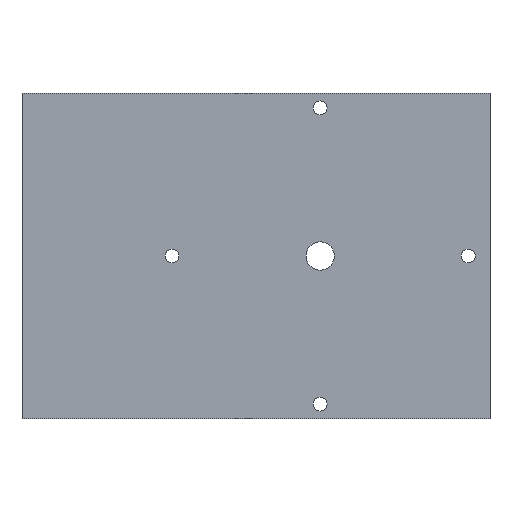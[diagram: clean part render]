
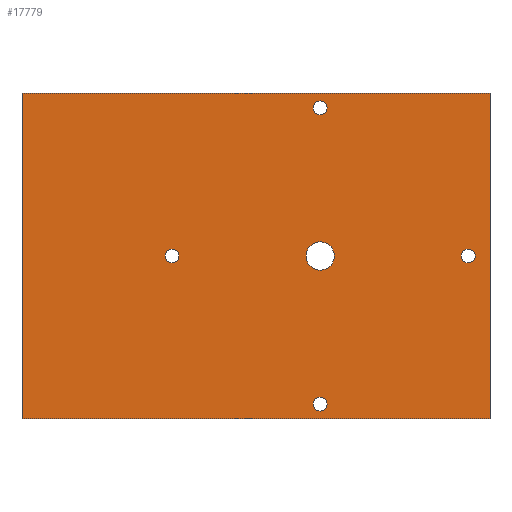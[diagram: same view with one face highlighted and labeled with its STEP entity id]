
A CAD part, front view. The second image highlights one B-rep face of the part: STEP entity #17779.
In plain terms, the highlighted planar face has unit normal (0, -1, 0).
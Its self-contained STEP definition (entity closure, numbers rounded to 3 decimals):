
#1267 = VECTOR ( 'NONE', #9931, 1000. ) ;
#1440 = CARTESIAN_POINT ( 'NONE',  ( 0., -1.6, 0. ) ) ;
#1839 = AXIS2_PLACEMENT_3D ( 'NONE', #24677, #2907, #28323 ) ;
#2881 = VERTEX_POINT ( 'NONE', #28976 ) ;
#2907 = DIRECTION ( 'NONE',  ( 0., 1., 0. ) ) ;
#2926 = CIRCLE ( 'NONE', #8120, 1.05 ) ;
#3171 = ORIENTED_EDGE ( 'NONE', *, *, #8174, .T. ) ;
#3832 = ORIENTED_EDGE ( 'NONE', *, *, #25941, .T. ) ;
#3837 = VERTEX_POINT ( 'NONE', #12663 ) ;
#4358 = DIRECTION ( 'NONE',  ( 0., 1., 0. ) ) ;
#4864 = ORIENTED_EDGE ( 'NONE', *, *, #8978, .T. ) ;
#5274 = FACE_BOUND ( 'NONE', #13491, .T. ) ;
#5426 = CIRCLE ( 'NONE', #45536, 2.15 ) ;
#5859 = ORIENTED_EDGE ( 'NONE', *, *, #13590, .T. ) ;
#6259 = CARTESIAN_POINT ( 'NONE',  ( 71.1, -1.6, 0. ) ) ;
#6276 = ORIENTED_EDGE ( 'NONE', *, *, #42467, .T. ) ;
#6397 = FACE_OUTER_BOUND ( 'NONE', #11775, .T. ) ;
#6696 = EDGE_CURVE ( 'NONE', #44037, #2881, #11191, .T. ) ;
#6873 = CIRCLE ( 'NONE', #27285, 2.15 ) ;
#7008 = VERTEX_POINT ( 'NONE', #13929 ) ;
#7022 = ORIENTED_EDGE ( 'NONE', *, *, #8053, .T. ) ;
#7361 = CARTESIAN_POINT ( 'NONE',  ( 71.1, -1.6, -49.5 ) ) ;
#8005 = ORIENTED_EDGE ( 'NONE', *, *, #32303, .T. ) ;
#8053 = EDGE_CURVE ( 'NONE', #45600, #42499, #10929, .T. ) ;
#8120 = AXIS2_PLACEMENT_3D ( 'NONE', #39932, #18259, #43571 ) ;
#8174 = EDGE_CURVE ( 'NONE', #18751, #23012, #6873, .T. ) ;
#8265 = CARTESIAN_POINT ( 'NONE',  ( 22.8, -1.6, -24.75 ) ) ;
#8406 = EDGE_LOOP ( 'NONE', ( #36296, #8005 ) ) ;
#8678 = VERTEX_POINT ( 'NONE', #27406 ) ;
#8741 = CARTESIAN_POINT ( 'NONE',  ( 67.8, -1.6, -24.75 ) ) ;
#8941 = AXIS2_PLACEMENT_3D ( 'NONE', #26110, #4358, #29742 ) ;
#8978 = EDGE_CURVE ( 'NONE', #3837, #45600, #33506, .T. ) ;
#9493 = EDGE_LOOP ( 'NONE', ( #3171, #40809 ) ) ;
#9771 = VERTEX_POINT ( 'NONE', #18778 ) ;
#9931 = DIRECTION ( 'NONE',  ( -1., 0., 0. ) ) ;
#10194 = DIRECTION ( 'NONE',  ( 0., -1., 0. ) ) ;
#10264 = AXIS2_PLACEMENT_3D ( 'NONE', #8265, #33677, #11883 ) ;
#10333 = VERTEX_POINT ( 'NONE', #37557 ) ;
#10929 = LINE ( 'NONE', #6259, #1267 ) ;
#11191 = CIRCLE ( 'NONE', #25056, 1.05 ) ;
#11488 = EDGE_CURVE ( 'NONE', #42499, #7008, #23451, .T. ) ;
#11775 = EDGE_LOOP ( 'NONE', ( #7022, #39119, #29686, #4864 ) ) ;
#11883 = DIRECTION ( 'NONE',  ( 0., 0., 1. ) ) ;
#12355 = DIRECTION ( 'NONE',  ( 0., 0., 1. ) ) ;
#12371 = AXIS2_PLACEMENT_3D ( 'NONE', #34889, #13150, #38551 ) ;
#12663 = CARTESIAN_POINT ( 'NONE',  ( 71.1, -1.6, -49.5 ) ) ;
#12710 = CARTESIAN_POINT ( 'NONE',  ( 22.8, -1.6, -25.8 ) ) ;
#13150 = DIRECTION ( 'NONE',  ( 0., 1., 0. ) ) ;
#13263 = CARTESIAN_POINT ( 'NONE',  ( 45.3, -1.6, -22.6 ) ) ;
#13491 = EDGE_LOOP ( 'NONE', ( #22732, #45120 ) ) ;
#13563 = VERTEX_POINT ( 'NONE', #15139 ) ;
#13590 = EDGE_CURVE ( 'NONE', #10333, #9771, #42859, .T. ) ;
#13929 = CARTESIAN_POINT ( 'NONE',  ( 0., -1.6, -49.5 ) ) ;
#14946 = FACE_BOUND ( 'NONE', #44724, .T. ) ;
#15139 = CARTESIAN_POINT ( 'NONE',  ( 45.3, -1.6, -46.2 ) ) ;
#15806 = AXIS2_PLACEMENT_3D ( 'NONE', #39078, #10194, #35597 ) ;
#16544 = EDGE_CURVE ( 'NONE', #23012, #18751, #5426, .T. ) ;
#17779 = ADVANCED_FACE ( 'NONE', ( #24599, #34226, #35378, #14946, #5274, #6397 ), #31957, .T. ) ;
#17868 = CARTESIAN_POINT ( 'NONE',  ( 45.3, -1.6, -24.75 ) ) ;
#18259 = DIRECTION ( 'NONE',  ( 0., 1., 0. ) ) ;
#18474 = CARTESIAN_POINT ( 'NONE',  ( 0., -1.6, 0. ) ) ;
#18751 = VERTEX_POINT ( 'NONE', #13263 ) ;
#18766 = DIRECTION ( 'NONE',  ( 0., 1., 0. ) ) ;
#18778 = CARTESIAN_POINT ( 'NONE',  ( 67.8, -1.6, -23.7 ) ) ;
#19414 = CARTESIAN_POINT ( 'NONE',  ( 45.3, -1.6, -24.75 ) ) ;
#19895 = DIRECTION ( 'NONE',  ( 0., 1., 0. ) ) ;
#20153 = ORIENTED_EDGE ( 'NONE', *, *, #28907, .T. ) ;
#20208 = EDGE_CURVE ( 'NONE', #3837, #7008, #22389, .T. ) ;
#20789 = VERTEX_POINT ( 'NONE', #12710 ) ;
#21338 = CARTESIAN_POINT ( 'NONE',  ( 71.1, -1.6, 0. ) ) ;
#21532 = DIRECTION ( 'NONE',  ( 0., 0., 1. ) ) ;
#22008 = DIRECTION ( 'NONE',  ( 0., 0., 1. ) ) ;
#22333 = VECTOR ( 'NONE', #40159, 1000. ) ;
#22389 = LINE ( 'NONE', #41989, #29729 ) ;
#22732 = ORIENTED_EDGE ( 'NONE', *, *, #27436, .T. ) ;
#23012 = VERTEX_POINT ( 'NONE', #31261 ) ;
#23046 = DIRECTION ( 'NONE',  ( 0., 0., 1. ) ) ;
#23451 = LINE ( 'NONE', #18474, #22333 ) ;
#24599 = FACE_BOUND ( 'NONE', #9493, .T. ) ;
#24677 = CARTESIAN_POINT ( 'NONE',  ( 45.3, -1.6, -47.25 ) ) ;
#24986 = VECTOR ( 'NONE', #22008, 1000. ) ;
#25056 = AXIS2_PLACEMENT_3D ( 'NONE', #40438, #18766, #44070 ) ;
#25941 = EDGE_CURVE ( 'NONE', #39787, #13563, #2926, .T. ) ;
#26110 = CARTESIAN_POINT ( 'NONE',  ( 67.8, -1.6, -24.75 ) ) ;
#27285 = AXIS2_PLACEMENT_3D ( 'NONE', #17868, #43217, #21532 ) ;
#27406 = CARTESIAN_POINT ( 'NONE',  ( 22.8, -1.6, -23.7 ) ) ;
#27436 = EDGE_CURVE ( 'NONE', #8678, #20789, #37225, .T. ) ;
#28323 = DIRECTION ( 'NONE',  ( 0., 0., 1. ) ) ;
#28907 = EDGE_CURVE ( 'NONE', #13563, #39787, #33073, .T. ) ;
#28976 = CARTESIAN_POINT ( 'NONE',  ( 45.3, -1.6, -3.3 ) ) ;
#29371 = CARTESIAN_POINT ( 'NONE',  ( 45.3, -1.6, -1.2 ) ) ;
#29686 = ORIENTED_EDGE ( 'NONE', *, *, #20208, .F. ) ;
#29729 = VECTOR ( 'NONE', #30896, 1000. ) ;
#29742 = DIRECTION ( 'NONE',  ( 0., 0., 1. ) ) ;
#30005 = AXIS2_PLACEMENT_3D ( 'NONE', #8741, #34148, #12355 ) ;
#30896 = DIRECTION ( 'NONE',  ( -1., 0., 0. ) ) ;
#30963 = CIRCLE ( 'NONE', #30005, 1.05 ) ;
#31261 = CARTESIAN_POINT ( 'NONE',  ( 45.3, -1.6, -26.9 ) ) ;
#31482 = CIRCLE ( 'NONE', #40748, 1.05 ) ;
#31957 = PLANE ( 'NONE',  #15806 ) ;
#32303 = EDGE_CURVE ( 'NONE', #2881, #44037, #31482, .T. ) ;
#33073 = CIRCLE ( 'NONE', #1839, 1.05 ) ;
#33506 = LINE ( 'NONE', #7361, #24986 ) ;
#33677 = DIRECTION ( 'NONE',  ( 0., 1., 0. ) ) ;
#34148 = DIRECTION ( 'NONE',  ( 0., 1., 0. ) ) ;
#34226 = FACE_BOUND ( 'NONE', #8406, .T. ) ;
#34693 = EDGE_LOOP ( 'NONE', ( #6276, #5859 ) ) ;
#34889 = CARTESIAN_POINT ( 'NONE',  ( 22.8, -1.6, -24.75 ) ) ;
#35038 = CARTESIAN_POINT ( 'NONE',  ( 45.3, -1.6, -48.3 ) ) ;
#35378 = FACE_BOUND ( 'NONE', #34693, .T. ) ;
#35597 = DIRECTION ( 'NONE',  ( 0., 0., -1. ) ) ;
#36296 = ORIENTED_EDGE ( 'NONE', *, *, #6696, .T. ) ;
#36307 = EDGE_CURVE ( 'NONE', #20789, #8678, #37356, .T. ) ;
#37225 = CIRCLE ( 'NONE', #12371, 1.05 ) ;
#37356 = CIRCLE ( 'NONE', #10264, 1.05 ) ;
#37557 = CARTESIAN_POINT ( 'NONE',  ( 67.8, -1.6, -25.8 ) ) ;
#38551 = DIRECTION ( 'NONE',  ( 0., 0., 1. ) ) ;
#39078 = CARTESIAN_POINT ( 'NONE',  ( 0., -1.6, 0. ) ) ;
#39119 = ORIENTED_EDGE ( 'NONE', *, *, #11488, .T. ) ;
#39787 = VERTEX_POINT ( 'NONE', #35038 ) ;
#39932 = CARTESIAN_POINT ( 'NONE',  ( 45.3, -1.6, -47.25 ) ) ;
#40159 = DIRECTION ( 'NONE',  ( 0., 0., -1. ) ) ;
#40438 = CARTESIAN_POINT ( 'NONE',  ( 45.3, -1.6, -2.25 ) ) ;
#40748 = AXIS2_PLACEMENT_3D ( 'NONE', #41575, #19895, #45194 ) ;
#40809 = ORIENTED_EDGE ( 'NONE', *, *, #16544, .T. ) ;
#41575 = CARTESIAN_POINT ( 'NONE',  ( 45.3, -1.6, -2.25 ) ) ;
#41989 = CARTESIAN_POINT ( 'NONE',  ( 71.1, -1.6, -49.5 ) ) ;
#42467 = EDGE_CURVE ( 'NONE', #9771, #10333, #30963, .T. ) ;
#42499 = VERTEX_POINT ( 'NONE', #1440 ) ;
#42859 = CIRCLE ( 'NONE', #8941, 1.05 ) ;
#43217 = DIRECTION ( 'NONE',  ( 0., 1., 0. ) ) ;
#43571 = DIRECTION ( 'NONE',  ( 0., 0., 1. ) ) ;
#44037 = VERTEX_POINT ( 'NONE', #29371 ) ;
#44070 = DIRECTION ( 'NONE',  ( 0., 0., 1. ) ) ;
#44678 = DIRECTION ( 'NONE',  ( 0., 1., 0. ) ) ;
#44724 = EDGE_LOOP ( 'NONE', ( #20153, #3832 ) ) ;
#45120 = ORIENTED_EDGE ( 'NONE', *, *, #36307, .T. ) ;
#45194 = DIRECTION ( 'NONE',  ( 0., 0., 1. ) ) ;
#45536 = AXIS2_PLACEMENT_3D ( 'NONE', #19414, #44678, #23046 ) ;
#45600 = VERTEX_POINT ( 'NONE', #21338 ) ;
